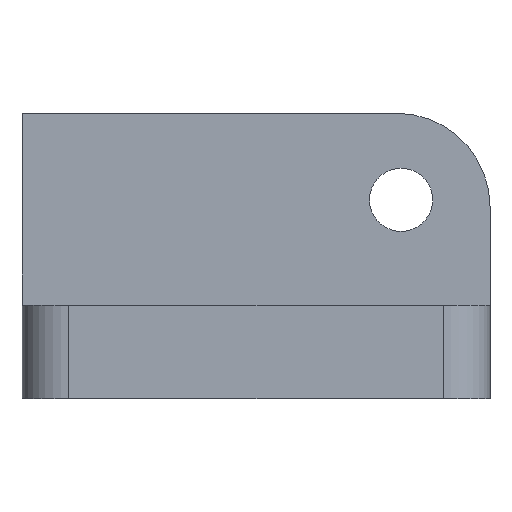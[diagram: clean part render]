
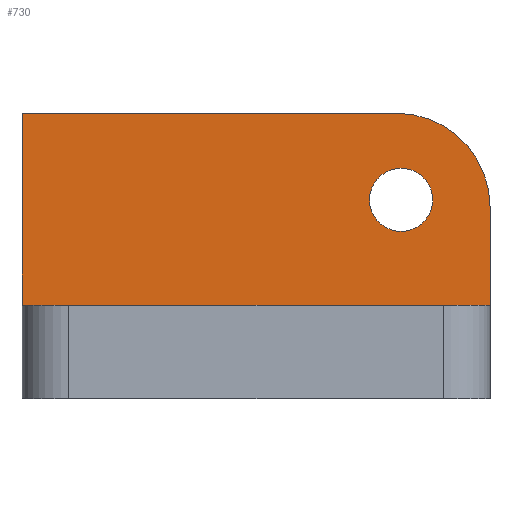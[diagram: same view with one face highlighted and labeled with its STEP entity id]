
A CAD part, left-side view. The second image highlights one B-rep face of the part: STEP entity #730.
In plain terms, the highlighted planar face has unit normal (-1, 0, 0).
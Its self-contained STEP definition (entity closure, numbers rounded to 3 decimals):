
#29=FACE_BOUND('',#117,.T.);
#44=PLANE('',#805);
#73=FACE_OUTER_BOUND('',#116,.T.);
#116=EDGE_LOOP('',(#610,#611,#612,#613,#614));
#117=EDGE_LOOP('',(#615));
#149=LINE('',#1094,#219);
#166=LINE('',#1144,#236);
#180=LINE('',#1203,#250);
#183=LINE('',#1212,#253);
#219=VECTOR('',#873,1.);
#236=VECTOR('',#926,10.);
#250=VECTOR('',#964,10.);
#253=VECTOR('',#973,10.);
#296=CIRCLE('',#806,2.);
#297=CIRCLE('',#807,0.675);
#325=VERTEX_POINT('',#1091);
#326=VERTEX_POINT('',#1093);
#341=VERTEX_POINT('',#1143);
#358=VERTEX_POINT('',#1202);
#361=VERTEX_POINT('',#1211);
#366=VERTEX_POINT('',#1224);
#399=EDGE_CURVE('',#326,#325,#149,.T.);
#424=EDGE_CURVE('',#341,#326,#166,.T.);
#446=EDGE_CURVE('',#341,#358,#180,.F.);
#451=EDGE_CURVE('',#361,#358,#183,.T.);
#457=EDGE_CURVE('',#361,#325,#296,.T.);
#458=EDGE_CURVE('',#366,#366,#297,.T.);
#610=ORIENTED_EDGE('',*,*,#424,.T.);
#611=ORIENTED_EDGE('',*,*,#399,.T.);
#612=ORIENTED_EDGE('',*,*,#457,.F.);
#613=ORIENTED_EDGE('',*,*,#451,.T.);
#614=ORIENTED_EDGE('',*,*,#446,.F.);
#615=ORIENTED_EDGE('',*,*,#458,.F.);
#730=ADVANCED_FACE('',(#73,#29),#44,.F.);
#805=AXIS2_PLACEMENT_3D('',#1222,#979,#980);
#806=AXIS2_PLACEMENT_3D('',#1223,#981,#982);
#807=AXIS2_PLACEMENT_3D('',#1225,#983,#984);
#873=DIRECTION('',(0.,0.,1.));
#926=DIRECTION('',(0.,-1.,0.));
#964=DIRECTION('',(0.,0.,-1.));
#973=DIRECTION('',(0.,1.,0.));
#979=DIRECTION('center_axis',(1.,0.,0.));
#980=DIRECTION('ref_axis',(0.,0.,1.));
#981=DIRECTION('center_axis',(1.,0.,0.));
#982=DIRECTION('ref_axis',(0.,-0.707,0.707));
#983=DIRECTION('center_axis',(-1.,0.,0.));
#984=DIRECTION('ref_axis',(0.,0.,-1.));
#1091=CARTESIAN_POINT('',(-3.,-8.,1.85));
#1093=CARTESIAN_POINT('',(-3.,-8.,-0.25));
#1094=CARTESIAN_POINT('',(-3.,-8.,0.));
#1143=CARTESIAN_POINT('',(-3.,2.,-0.25));
#1144=CARTESIAN_POINT('',(-3.,-5.,-0.25));
#1202=CARTESIAN_POINT('',(-3.,2.,3.85));
#1203=CARTESIAN_POINT('',(-3.,2.,0.));
#1211=CARTESIAN_POINT('',(-3.,-6.,3.85));
#1212=CARTESIAN_POINT('',(-3.,-6.,3.85));
#1222=CARTESIAN_POINT('Origin',(-3.,-6.,0.));
#1223=CARTESIAN_POINT('Origin',(-3.,-6.,1.85));
#1224=CARTESIAN_POINT('',(-3.,-6.1,2.675));
#1225=CARTESIAN_POINT('Origin',(-3.,-6.1,2.));
